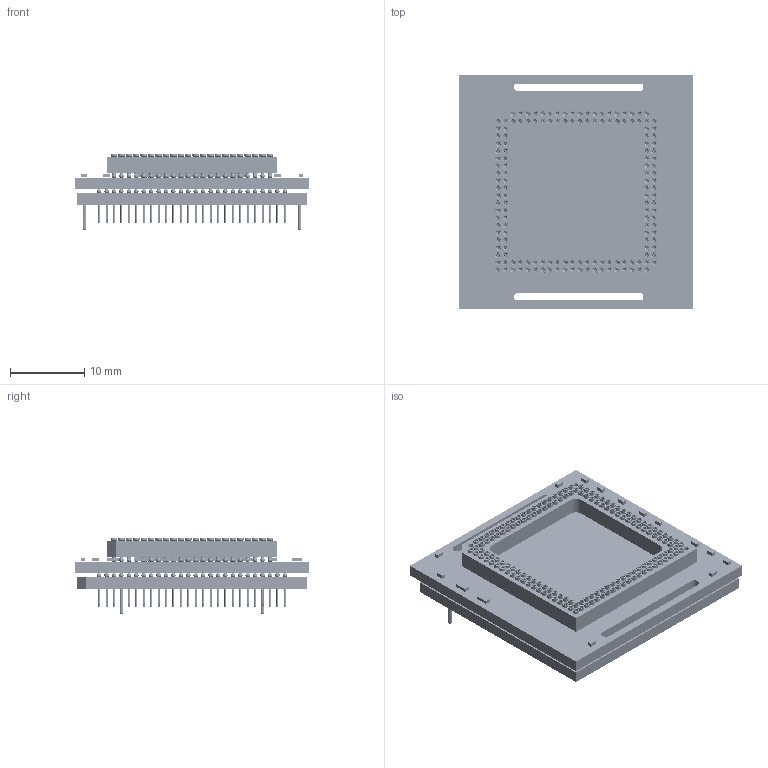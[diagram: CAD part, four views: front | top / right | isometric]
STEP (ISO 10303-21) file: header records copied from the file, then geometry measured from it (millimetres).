
FILE_DESCRIPTION(/* description */ (''),/* implementation_level */ '2;1');
FILE_NAME(/* name */ 'LFVBBK77CWA.stp',/* time_stamp */ '2015-12-08T10:39:47-05:00',/* author */ ('B17677'),/* organization */ (''),/* preprocessor_version */ 'ST-DEVELOPER v16.1',/* originating_system */ 'AutoCAD Mechanical',/* authorisation */ '');
FILE_SCHEMA (('AUTOMOTIVE_DESIGN { 1 0 10303 214 3 1 1 }'));
Products named in the file (15): ROUND_42; ROUND_145; RECTANGLE_216; RECTANGLE_226; RECTANGLE_227; ROUND_147; CDC2433-A; ESR03EZPJ103; 0402 Cap; AI 8456; PPC5676RMVRD1R 552 bga; 7617G; 5989G; AI 8401TR; Product
Assembly tree (1512 placements, depth 3):
  Product
    CDC2433-A
      ROUND_42  x159
      ROUND_145  x552
      RECTANGLE_216  x31
      RECTANGLE_226  x8
      RECTANGLE_227  x4
      ROUND_147  x425
    ESR03EZPJ103  x2
    0402 Cap  x13
    AI 8456
    PPC5676RMVRD1R 552 bga
    AI 8401TR
      7617G  x158
      5989G  x156
Bounding box: 31.6 x 31.6 x 10.34 mm (x, y, z)
Volume: 3771 mm3; surface area: 11469.6 mm2
Topology: 1490 solids, 1800 shells, 20620 faces, 62168 edges, 41081 vertices
Faces by surface type: plane 8777, cylinder 7324, cone 1882, sphere 1543, bspline 936, torus 158
Full cylindrical faces by diameter (mm): 0.28 x416, 0.405 x158, 0.46 x3, 0.48 x158, 0.486 x156, 0.66 x3, 0.7 x158, 0.718 x156, 0.79 x314, 0.86 x158
Entity records: 85388 total; most frequent: DIRECTION 15276, CARTESIAN_POINT 15142, ORIENTED_EDGE 7492, AXIS2_PLACEMENT_3D 6201, VERTEX_POINT 5455, EDGE_CURVE 4965, EDGE_LOOP 3607, LINE 2874
